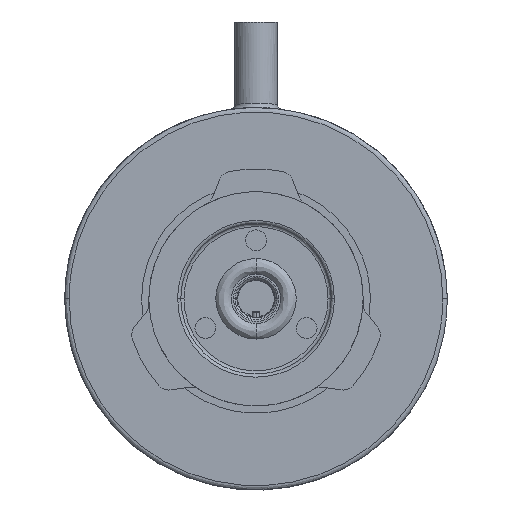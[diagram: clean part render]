
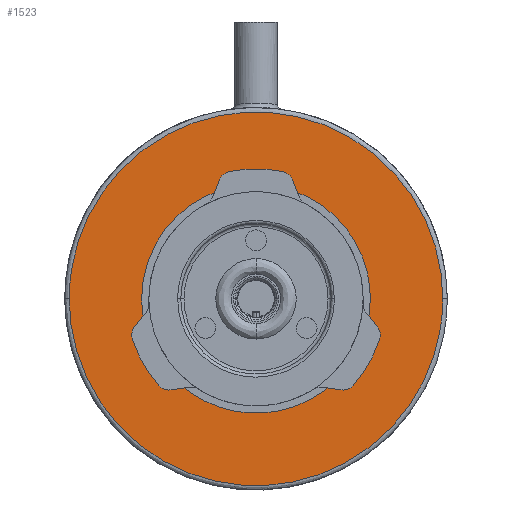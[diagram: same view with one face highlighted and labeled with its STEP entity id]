
A CAD part, front view. The second image highlights one B-rep face of the part: STEP entity #1523.
In plain terms, the highlighted free-form (B-spline) face has degree [1, 1] with [2, 2] control points.
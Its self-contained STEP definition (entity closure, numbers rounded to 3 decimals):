
#1523 = ADVANCED_FACE('',(#1524,#1546),#1568,.T.);
#1524 = FACE_BOUND('',#1525,.T.);
#1525 = EDGE_LOOP('',(#1526,#1538));
#1526 = ORIENTED_EDGE('',*,*,#1527,.T.);
#1527 = EDGE_CURVE('',#1528,#1530,#1532,.T.);
#1528 = VERTEX_POINT('',#1529);
#1529 = CARTESIAN_POINT('',(93.519,154.319,
    0.));
#1530 = VERTEX_POINT('',#1531);
#1531 = CARTESIAN_POINT('',(157.202,154.319,0.));
#1532 = ( BOUNDED_CURVE() B_SPLINE_CURVE(2,(#1533,#1534,#1535,#1536,
#1537),.UNSPECIFIED.,.F.,.F.) B_SPLINE_CURVE_WITH_KNOTS((3,2,3),(
    3.142,4.712,6.283),
.PIECEWISE_BEZIER_KNOTS.) CURVE() GEOMETRIC_REPRESENTATION_ITEM() 
RATIONAL_B_SPLINE_CURVE((1.,0.707,1.,0.707,1.)) 
REPRESENTATION_ITEM('') );
#1533 = CARTESIAN_POINT('',(93.519,154.319,
    0.));
#1534 = CARTESIAN_POINT('',(93.519,154.319,
    31.842));
#1535 = CARTESIAN_POINT('',(125.361,154.319,
    31.842));
#1536 = CARTESIAN_POINT('',(157.202,154.319,
    31.842));
#1537 = CARTESIAN_POINT('',(157.202,154.319,
    0.));
#1538 = ORIENTED_EDGE('',*,*,#1539,.T.);
#1539 = EDGE_CURVE('',#1530,#1528,#1540,.T.);
#1540 = ( BOUNDED_CURVE() B_SPLINE_CURVE(2,(#1541,#1542,#1543,#1544,
#1545),.UNSPECIFIED.,.F.,.F.) B_SPLINE_CURVE_WITH_KNOTS((3,2,3),(0.,
1.571,3.142),.PIECEWISE_BEZIER_KNOTS.) CURVE() 
GEOMETRIC_REPRESENTATION_ITEM() RATIONAL_B_SPLINE_CURVE((1.,
0.707,1.,0.707,1.)) REPRESENTATION_ITEM('') );
#1541 = CARTESIAN_POINT('',(157.202,154.319,0.));
#1542 = CARTESIAN_POINT('',(157.202,154.319,
    -31.842));
#1543 = CARTESIAN_POINT('',(125.361,154.319,
    -31.842));
#1544 = CARTESIAN_POINT('',(93.519,154.319,
    -31.842));
#1545 = CARTESIAN_POINT('',(93.519,154.319,
    0.));
#1546 = FACE_BOUND('',#1547,.T.);
#1547 = EDGE_LOOP('',(#1548,#1560));
#1548 = ORIENTED_EDGE('',*,*,#1549,.T.);
#1549 = EDGE_CURVE('',#1550,#1552,#1554,.T.);
#1550 = VERTEX_POINT('',#1551);
#1551 = CARTESIAN_POINT('',(177.386,154.319,0.));
#1552 = VERTEX_POINT('',#1553);
#1553 = CARTESIAN_POINT('',(73.336,154.319,0.));
#1554 = ( BOUNDED_CURVE() B_SPLINE_CURVE(2,(#1555,#1556,#1557,#1558,
#1559),.UNSPECIFIED.,.F.,.F.) B_SPLINE_CURVE_WITH_KNOTS((3,2,3),(
    3.142,4.712,6.283),
.PIECEWISE_BEZIER_KNOTS.) CURVE() GEOMETRIC_REPRESENTATION_ITEM() 
RATIONAL_B_SPLINE_CURVE((1.,0.707,1.,0.707,1.)) 
REPRESENTATION_ITEM('') );
#1555 = CARTESIAN_POINT('',(177.386,154.319,
    0.));
#1556 = CARTESIAN_POINT('',(177.386,154.319,
    52.025));
#1557 = CARTESIAN_POINT('',(125.361,154.319,
    52.025));
#1558 = CARTESIAN_POINT('',(73.336,154.319,
    52.025));
#1559 = CARTESIAN_POINT('',(73.336,154.319,
    0.));
#1560 = ORIENTED_EDGE('',*,*,#1561,.T.);
#1561 = EDGE_CURVE('',#1552,#1550,#1562,.T.);
#1562 = ( BOUNDED_CURVE() B_SPLINE_CURVE(2,(#1563,#1564,#1565,#1566,
#1567),.UNSPECIFIED.,.F.,.F.) B_SPLINE_CURVE_WITH_KNOTS((3,2,3),(0.,
1.571,3.142),.PIECEWISE_BEZIER_KNOTS.) CURVE() 
GEOMETRIC_REPRESENTATION_ITEM() RATIONAL_B_SPLINE_CURVE((1.,
0.707,1.,0.707,1.)) REPRESENTATION_ITEM('') );
#1563 = CARTESIAN_POINT('',(73.336,154.319,0.));
#1564 = CARTESIAN_POINT('',(73.336,154.319,
    -52.025));
#1565 = CARTESIAN_POINT('',(125.361,154.319,
    -52.025));
#1566 = CARTESIAN_POINT('',(177.386,154.319,
    -52.025));
#1567 = CARTESIAN_POINT('',(177.386,154.319,
    0.));
#1568 = B_SPLINE_SURFACE_WITH_KNOTS('',1,1,(
    (#1569,#1570)
    ,(#1571,#1572
  )),.UNSPECIFIED.,.F.,.F.,.F.,(2,2),(2,2),(-83.25,-0.25),(-41.5,41.5),
  .PIECEWISE_BEZIER_KNOTS.);
#1569 = CARTESIAN_POINT('',(177.386,154.319,
    52.025));
#1570 = CARTESIAN_POINT('',(177.386,154.319,
    -52.025));
#1571 = CARTESIAN_POINT('',(73.336,154.319,
    52.025));
#1572 = CARTESIAN_POINT('',(73.336,154.319,
    -52.025));
